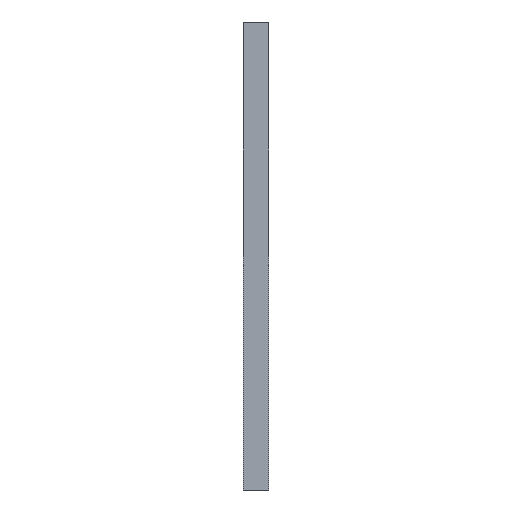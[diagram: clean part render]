
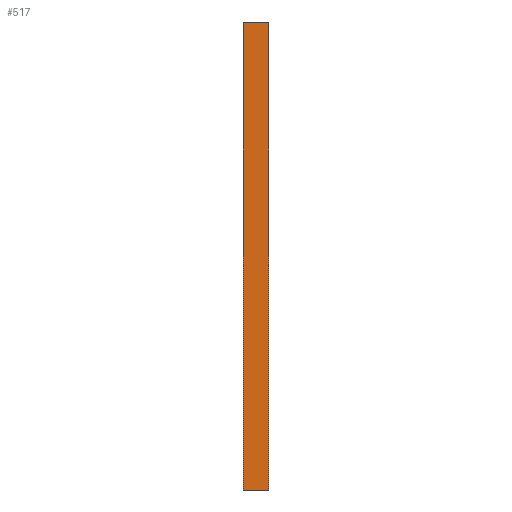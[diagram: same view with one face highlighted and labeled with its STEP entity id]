
A CAD part, left-side view. The second image highlights one B-rep face of the part: STEP entity #517.
In plain terms, the highlighted planar face has unit normal (-1, 0, 0).
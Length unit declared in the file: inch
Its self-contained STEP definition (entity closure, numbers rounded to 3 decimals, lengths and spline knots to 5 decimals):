
#53 = CARTESIAN_POINT ( 'NONE',  ( 0., 0.25, 0. ) ) ;
#156 = CARTESIAN_POINT ( 'NONE',  ( 0., 0.25, 0. ) ) ;
#216 = CARTESIAN_POINT ( 'NONE',  ( 0., 0.25, 0. ) ) ;
#290 = CARTESIAN_POINT ( 'NONE',  ( 0., 0., 0. ) ) ;
#342 = EDGE_LOOP ( 'NONE', ( #431, #432, #493, #498 ) ) ;
#368 = DIRECTION ( 'NONE',  ( 0., 0., 1. ) ) ;
#431 = ORIENTED_EDGE ( 'NONE', *, *, #776, .T. ) ;
#432 = ORIENTED_EDGE ( 'NONE', *, *, #779, .F. ) ;
#493 = ORIENTED_EDGE ( 'NONE', *, *, #782, .F. ) ;
#496 = VERTEX_POINT ( 'NONE', #1023 ) ;
#498 = ORIENTED_EDGE ( 'NONE', *, *, #785, .T. ) ;
#517 = ADVANCED_FACE ( 'NONE', ( #789 ), #765, .F. ) ;
#554 = VECTOR ( 'NONE', #1081, 39.37008 ) ;
#562 = VECTOR ( 'NONE', #624, 39.37008 ) ;
#563 = VERTEX_POINT ( 'NONE', #1337 ) ;
#566 = DIRECTION ( 'NONE',  ( 1., 0., 0. ) ) ;
#582 = VECTOR ( 'NONE', #1181, 39.37008 ) ;
#584 = LINE ( 'NONE', #1281, #554 ) ;
#592 = VECTOR ( 'NONE', #368, 39.37008 ) ;
#595 = LINE ( 'NONE', #53, #562 ) ;
#602 = LINE ( 'NONE', #290, #592 ) ;
#619 = LINE ( 'NONE', #156, #582 ) ;
#624 = DIRECTION ( 'NONE',  ( 0., 0., 1. ) ) ;
#649 = AXIS2_PLACEMENT_3D ( 'NONE', #1240, #566, #1334 ) ;
#765 = PLANE ( 'NONE',  #649 ) ;
#776 = EDGE_CURVE ( 'NONE', #496, #563, #602, .T. ) ;
#779 = EDGE_CURVE ( 'NONE', #1133, #563, #619, .T. ) ;
#782 = EDGE_CURVE ( 'NONE', #1112, #1133, #595, .T. ) ;
#785 = EDGE_CURVE ( 'NONE', #1112, #496, #584, .T. ) ;
#789 = FACE_OUTER_BOUND ( 'NONE', #342, .T. ) ;
#1023 = CARTESIAN_POINT ( 'NONE',  ( 0., 0., -4.649 ) ) ;
#1081 = DIRECTION ( 'NONE',  ( 0., -1., 0. ) ) ;
#1112 = VERTEX_POINT ( 'NONE', #1168 ) ;
#1133 = VERTEX_POINT ( 'NONE', #216 ) ;
#1168 = CARTESIAN_POINT ( 'NONE',  ( 0., 0.25, -4.649 ) ) ;
#1181 = DIRECTION ( 'NONE',  ( 0., -1., 0. ) ) ;
#1240 = CARTESIAN_POINT ( 'NONE',  ( 0., 0.25, 0. ) ) ;
#1281 = CARTESIAN_POINT ( 'NONE',  ( 0., 0.25, -4.649 ) ) ;
#1334 = DIRECTION ( 'NONE',  ( 0., 0., -1. ) ) ;
#1337 = CARTESIAN_POINT ( 'NONE',  ( 0., 0., 0. ) ) ;
